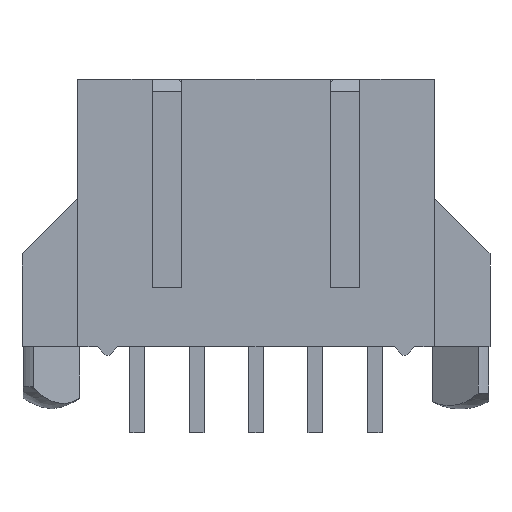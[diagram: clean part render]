
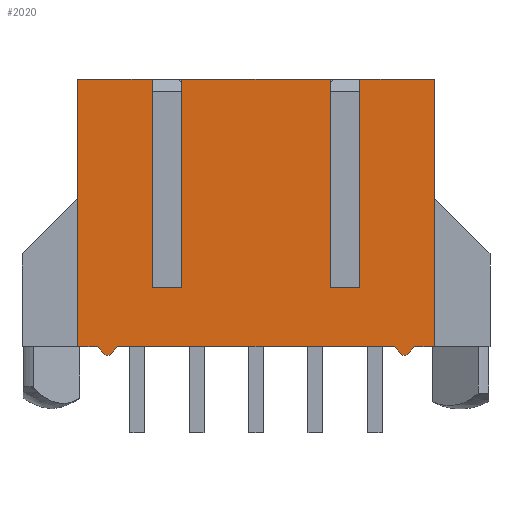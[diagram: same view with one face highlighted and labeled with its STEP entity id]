
A CAD part, front view. The second image highlights one B-rep face of the part: STEP entity #2020.
In plain terms, the highlighted planar face has unit normal (0, -1, 0).
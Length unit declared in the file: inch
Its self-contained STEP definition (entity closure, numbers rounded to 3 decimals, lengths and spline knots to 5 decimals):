
#5=DIRECTION('',(-1.,0.,0.));
#6=VECTOR('',#5,0.125);
#7=CARTESIAN_POINT('',(-0.175,-0.1,0.225));
#8=LINE('',#7,#6);
#37=DIRECTION('',(-1.,0.,0.));
#38=VECTOR('',#37,0.125);
#39=CARTESIAN_POINT('',(0.3,-0.1,0.225));
#40=LINE('',#39,#38);
#53=DIRECTION('',(-1.,0.,0.));
#54=VECTOR('',#53,0.25);
#55=CARTESIAN_POINT('',(0.125,-0.1,0.225));
#56=LINE('',#55,#54);
#97=DIRECTION('',(-0.707,0.,-0.707));
#98=VECTOR('',#97,0.02121);
#99=CARTESIAN_POINT('',(0.2675,-0.1,-0.225));
#100=LINE('',#99,#98);
#101=DIRECTION('',(-1.,0.,0.));
#102=VECTOR('',#101,0.005);
#103=CARTESIAN_POINT('',(0.2525,-0.1,-0.24));
#104=LINE('',#103,#102);
#105=DIRECTION('',(-0.707,0.,0.707));
#106=VECTOR('',#105,0.02121);
#107=CARTESIAN_POINT('',(0.2475,-0.1,-0.24));
#108=LINE('',#107,#106);
#109=DIRECTION('',(-0.707,0.,-0.707));
#110=VECTOR('',#109,0.02121);
#111=CARTESIAN_POINT('',(-0.2325,-0.1,-0.225));
#112=LINE('',#111,#110);
#113=DIRECTION('',(-1.,0.,0.));
#114=VECTOR('',#113,0.005);
#115=CARTESIAN_POINT('',(-0.2475,-0.1,-0.24));
#116=LINE('',#115,#114);
#117=DIRECTION('',(-0.707,0.,0.707));
#118=VECTOR('',#117,0.02121);
#119=CARTESIAN_POINT('',(-0.2525,-0.1,-0.24));
#120=LINE('',#119,#118);
#121=DIRECTION('',(0.,0.,-1.));
#122=VECTOR('',#121,0.35);
#123=CARTESIAN_POINT('',(-0.175,-0.1,0.225));
#124=LINE('',#123,#122);
#125=DIRECTION('',(1.,0.,0.));
#126=VECTOR('',#125,0.05);
#127=CARTESIAN_POINT('',(-0.175,-0.1,-0.125));
#128=LINE('',#127,#126);
#129=DIRECTION('',(0.,0.,-1.));
#130=VECTOR('',#129,0.35);
#131=CARTESIAN_POINT('',(-0.125,-0.1,0.225));
#132=LINE('',#131,#130);
#133=DIRECTION('',(0.,0.,-1.));
#134=VECTOR('',#133,0.35);
#135=CARTESIAN_POINT('',(0.125,-0.1,0.225));
#136=LINE('',#135,#134);
#137=DIRECTION('',(1.,0.,0.));
#138=VECTOR('',#137,0.05);
#139=CARTESIAN_POINT('',(0.125,-0.1,-0.125));
#140=LINE('',#139,#138);
#141=DIRECTION('',(0.,0.,-1.));
#142=VECTOR('',#141,0.35);
#143=CARTESIAN_POINT('',(0.175,-0.1,0.225));
#144=LINE('',#143,#142);
#145=DIRECTION('',(0.,0.,-1.));
#146=VECTOR('',#145,0.45);
#147=CARTESIAN_POINT('',(0.3,-0.1,0.225));
#148=LINE('',#147,#146);
#285=DIRECTION('',(-1.,0.,0.));
#286=VECTOR('',#285,0.465);
#287=CARTESIAN_POINT('',(0.2325,-0.1,-0.225));
#288=LINE('',#287,#286);
#313=DIRECTION('',(-1.,0.,0.));
#314=VECTOR('',#313,0.0325);
#315=CARTESIAN_POINT('',(-0.2675,-0.1,-0.225));
#316=LINE('',#315,#314);
#321=DIRECTION('',(-1.,0.,0.));
#322=VECTOR('',#321,0.0325);
#323=CARTESIAN_POINT('',(0.3,-0.1,-0.225));
#324=LINE('',#323,#322);
#859=DIRECTION('',(0.,0.,-1.));
#860=VECTOR('',#859,0.45);
#861=CARTESIAN_POINT('',(-0.3,-0.1,0.225));
#862=LINE('',#861,#860);
#1400=CARTESIAN_POINT('',(0.3,-0.1,0.225));
#1402=VERTEX_POINT('',#1400);
#1403=CARTESIAN_POINT('',(-0.3,-0.1,0.225));
#1405=VERTEX_POINT('',#1403);
#1415=CARTESIAN_POINT('',(0.3,-0.1,-0.225));
#1416=VERTEX_POINT('',#1415);
#1417=CARTESIAN_POINT('',(-0.3,-0.1,-0.225));
#1418=VERTEX_POINT('',#1417);
#1431=CARTESIAN_POINT('',(-0.2325,-0.1,-0.225));
#1433=VERTEX_POINT('',#1431);
#1435=CARTESIAN_POINT('',(-0.2675,-0.1,-0.225));
#1437=VERTEX_POINT('',#1435);
#1439=CARTESIAN_POINT('',(0.2675,-0.1,-0.225));
#1441=VERTEX_POINT('',#1439);
#1443=CARTESIAN_POINT('',(0.2325,-0.1,-0.225));
#1445=VERTEX_POINT('',#1443);
#1447=CARTESIAN_POINT('',(-0.2475,-0.1,-0.24));
#1448=VERTEX_POINT('',#1447);
#1449=CARTESIAN_POINT('',(-0.2525,-0.1,-0.24));
#1450=VERTEX_POINT('',#1449);
#1451=CARTESIAN_POINT('',(0.2525,-0.1,-0.24));
#1452=VERTEX_POINT('',#1451);
#1453=CARTESIAN_POINT('',(0.2475,-0.1,-0.24));
#1454=VERTEX_POINT('',#1453);
#1525=CARTESIAN_POINT('',(-0.175,-0.1,0.225));
#1527=VERTEX_POINT('',#1525);
#1529=CARTESIAN_POINT('',(-0.125,-0.1,0.225));
#1531=VERTEX_POINT('',#1529);
#1533=CARTESIAN_POINT('',(0.125,-0.1,0.225));
#1535=VERTEX_POINT('',#1533);
#1537=CARTESIAN_POINT('',(0.175,-0.1,0.225));
#1539=VERTEX_POINT('',#1537);
#1541=CARTESIAN_POINT('',(-0.175,-0.1,-0.125));
#1542=CARTESIAN_POINT('',(-0.125,-0.1,-0.125));
#1543=VERTEX_POINT('',#1541);
#1544=VERTEX_POINT('',#1542);
#1545=CARTESIAN_POINT('',(0.125,-0.1,-0.125));
#1546=CARTESIAN_POINT('',(0.175,-0.1,-0.125));
#1547=VERTEX_POINT('',#1545);
#1548=VERTEX_POINT('',#1546);
#1978=CARTESIAN_POINT('',(0.3,-0.1,0.225));
#1979=DIRECTION('',(0.,-1.,0.));
#1980=DIRECTION('',(-1.,0.,0.));
#1981=AXIS2_PLACEMENT_3D('',#1978,#1979,#1980);
#1982=PLANE('',#1981);
#1984=ORIENTED_EDGE('',*,*,#1983,.T.);
#1986=ORIENTED_EDGE('',*,*,#1985,.T.);
#1988=ORIENTED_EDGE('',*,*,#1987,.T.);
#1990=ORIENTED_EDGE('',*,*,#1989,.T.);
#1992=ORIENTED_EDGE('',*,*,#1991,.T.);
#1994=ORIENTED_EDGE('',*,*,#1993,.T.);
#1996=ORIENTED_EDGE('',*,*,#1995,.T.);
#1998=ORIENTED_EDGE('',*,*,#1997,.T.);
#2000=ORIENTED_EDGE('',*,*,#1999,.T.);
#2002=ORIENTED_EDGE('',*,*,#2001,.F.);
#2003=ORIENTED_EDGE('',*,*,#1844,.F.);
#2004=ORIENTED_EDGE('',*,*,#1913,.T.);
#2006=ORIENTED_EDGE('',*,*,#2005,.T.);
#2007=ORIENTED_EDGE('',*,*,#1968,.F.);
#2008=ORIENTED_EDGE('',*,*,#1896,.F.);
#2010=ORIENTED_EDGE('',*,*,#2009,.T.);
#2012=ORIENTED_EDGE('',*,*,#2011,.T.);
#2014=ORIENTED_EDGE('',*,*,#2013,.F.);
#2015=ORIENTED_EDGE('',*,*,#1860,.F.);
#2017=ORIENTED_EDGE('',*,*,#2016,.T.);
#2018=EDGE_LOOP('',(#1984,#1986,#1988,#1990,#1992,#1994,#1996,#1998,#2000,#2002,
#2003,#2004,#2006,#2007,#2008,#2010,#2012,#2014,#2015,#2017));
#2019=FACE_OUTER_BOUND('',#2018,.F.);
#2020=ADVANCED_FACE('',(#2019),#1982,.T.);
#1844=EDGE_CURVE('',#1527,#1405,#8,.T.);
#1860=EDGE_CURVE('',#1402,#1539,#40,.T.);
#1896=EDGE_CURVE('',#1535,#1531,#56,.T.);
#1913=EDGE_CURVE('',#1527,#1543,#124,.T.);
#1968=EDGE_CURVE('',#1531,#1544,#132,.T.);
#1983=EDGE_CURVE('',#1416,#1441,#324,.T.);
#1985=EDGE_CURVE('',#1441,#1452,#100,.T.);
#1987=EDGE_CURVE('',#1452,#1454,#104,.T.);
#1989=EDGE_CURVE('',#1454,#1445,#108,.T.);
#1991=EDGE_CURVE('',#1445,#1433,#288,.T.);
#1993=EDGE_CURVE('',#1433,#1448,#112,.T.);
#1995=EDGE_CURVE('',#1448,#1450,#116,.T.);
#1997=EDGE_CURVE('',#1450,#1437,#120,.T.);
#1999=EDGE_CURVE('',#1437,#1418,#316,.T.);
#2001=EDGE_CURVE('',#1405,#1418,#862,.T.);
#2005=EDGE_CURVE('',#1543,#1544,#128,.T.);
#2009=EDGE_CURVE('',#1535,#1547,#136,.T.);
#2011=EDGE_CURVE('',#1547,#1548,#140,.T.);
#2013=EDGE_CURVE('',#1539,#1548,#144,.T.);
#2016=EDGE_CURVE('',#1402,#1416,#148,.T.);
